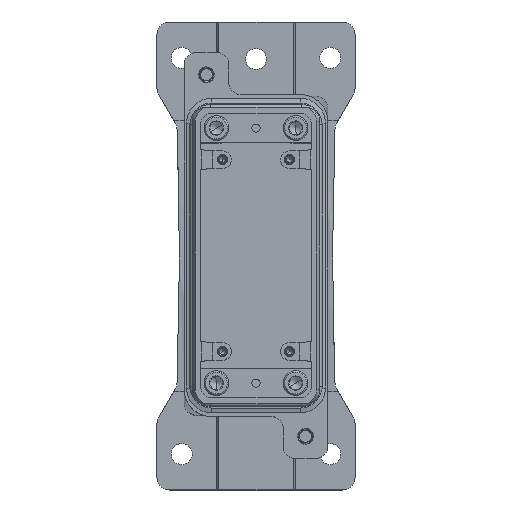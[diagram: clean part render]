
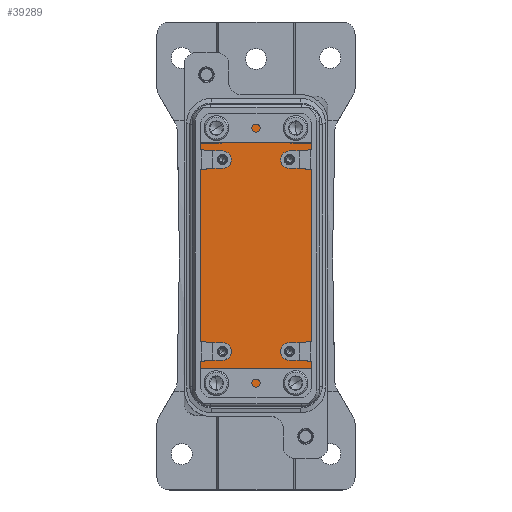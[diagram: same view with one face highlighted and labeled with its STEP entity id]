
A CAD part, top view. The second image highlights one B-rep face of the part: STEP entity #39289.
In plain terms, the highlighted planar face has unit normal (0, 0, 1).
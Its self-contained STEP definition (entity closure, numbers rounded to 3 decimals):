
#3050=AXIS2_PLACEMENT_3D('Circle Axis2P3D',#3048,#3049,$) ;
#4045=AXIS2_PLACEMENT_3D('Circle Axis2P3D',#4043,#4044,$) ;
#36195=AXIS2_PLACEMENT_3D('Circle Axis2P3D',#36193,#36194,$) ;
#38844=AXIS2_PLACEMENT_3D('Circle Axis2P3D',#38842,#38843,$) ;
#39233=AXIS2_PLACEMENT_3D('Plane Axis2P3D',#39230,#39231,#39232) ;
#2483=CARTESIAN_POINT('Vertex',(31.,151.5,7.)) ;
#2502=CARTESIAN_POINT('Vertex',(31.,146.,7.)) ;
#2505=CARTESIAN_POINT('Line Origine',(31.,148.75,7.)) ;
#3045=CARTESIAN_POINT('Vertex',(25.,140.,7.)) ;
#3048=CARTESIAN_POINT('Axis2P3D Location',(25.,146.,7.)) ;
#4040=CARTESIAN_POINT('Vertex',(31.,43.,7.)) ;
#4043=CARTESIAN_POINT('Axis2P3D Location',(25.,43.,7.)) ;
#4047=CARTESIAN_POINT('Vertex',(25.,49.,7.)) ;
#4093=CARTESIAN_POINT('Vertex',(49.,43.,7.)) ;
#4096=CARTESIAN_POINT('Line Origine',(49.,40.25,7.)) ;
#4100=CARTESIAN_POINT('Vertex',(49.,37.5,7.)) ;
#36176=CARTESIAN_POINT('Vertex',(55.,140.,7.)) ;
#36190=CARTESIAN_POINT('Vertex',(49.,146.,7.)) ;
#36193=CARTESIAN_POINT('Axis2P3D Location',(55.,146.,7.)) ;
#38839=CARTESIAN_POINT('Vertex',(55.,49.,7.)) ;
#38842=CARTESIAN_POINT('Axis2P3D Location',(55.,43.,7.)) ;
#38877=CARTESIAN_POINT('Line Origine',(40.,37.5,7.)) ;
#38881=CARTESIAN_POINT('Vertex',(31.,37.5,7.)) ;
#38896=CARTESIAN_POINT('Line Origine',(31.,40.25,7.)) ;
#38925=CARTESIAN_POINT('Line Origine',(21.3,49.,7.)) ;
#38929=CARTESIAN_POINT('Vertex',(17.6,49.,7.)) ;
#38961=CARTESIAN_POINT('Line Origine',(17.6,94.5,7.)) ;
#38965=CARTESIAN_POINT('Vertex',(17.6,140.,7.)) ;
#39230=CARTESIAN_POINT('Axis2P3D Location',(40.,94.5,7.)) ;
#39235=CARTESIAN_POINT('Line Origine',(58.7,49.,7.)) ;
#39239=CARTESIAN_POINT('Vertex',(62.4,49.,7.)) ;
#39242=CARTESIAN_POINT('Line Origine',(62.4,94.5,7.)) ;
#39246=CARTESIAN_POINT('Vertex',(62.4,140.,7.)) ;
#39249=CARTESIAN_POINT('Line Origine',(58.7,140.,7.)) ;
#39254=CARTESIAN_POINT('Line Origine',(49.,148.75,7.)) ;
#39258=CARTESIAN_POINT('Vertex',(49.,151.5,7.)) ;
#39261=CARTESIAN_POINT('Line Origine',(40.,151.5,7.)) ;
#39266=CARTESIAN_POINT('Line Origine',(21.3,140.,7.)) ;
#2506=DIRECTION('Vector Direction',(0.,-1.,0.)) ;
#3049=DIRECTION('Axis2P3D Direction',(0.,0.,1.)) ;
#4044=DIRECTION('Axis2P3D Direction',(0.,0.,1.)) ;
#4097=DIRECTION('Vector Direction',(0.,1.,0.)) ;
#36194=DIRECTION('Axis2P3D Direction',(0.,0.,1.)) ;
#38843=DIRECTION('Axis2P3D Direction',(0.,0.,1.)) ;
#38878=DIRECTION('Vector Direction',(-1.,0.,0.)) ;
#38897=DIRECTION('Vector Direction',(0.,1.,0.)) ;
#38926=DIRECTION('Vector Direction',(1.,0.,0.)) ;
#38962=DIRECTION('Vector Direction',(0.,1.,0.)) ;
#39231=DIRECTION('Axis2P3D Direction',(0.,0.,1.)) ;
#39232=DIRECTION('Axis2P3D XDirection',(0.,-1.,0.)) ;
#39236=DIRECTION('Vector Direction',(-1.,0.,0.)) ;
#39243=DIRECTION('Vector Direction',(0.,-1.,0.)) ;
#39250=DIRECTION('Vector Direction',(-1.,0.,0.)) ;
#39255=DIRECTION('Vector Direction',(0.,-1.,0.)) ;
#39262=DIRECTION('Vector Direction',(1.,0.,0.)) ;
#39267=DIRECTION('Vector Direction',(1.,0.,0.)) ;
#2507=VECTOR('Line Direction',#2506,1.) ;
#4098=VECTOR('Line Direction',#4097,1.) ;
#38879=VECTOR('Line Direction',#38878,1.) ;
#38898=VECTOR('Line Direction',#38897,1.) ;
#38927=VECTOR('Line Direction',#38926,1.) ;
#38963=VECTOR('Line Direction',#38962,1.) ;
#39237=VECTOR('Line Direction',#39236,1.) ;
#39244=VECTOR('Line Direction',#39243,1.) ;
#39251=VECTOR('Line Direction',#39250,1.) ;
#39256=VECTOR('Line Direction',#39255,1.) ;
#39263=VECTOR('Line Direction',#39262,1.) ;
#39268=VECTOR('Line Direction',#39267,1.) ;
#39272=ORIENTED_EDGE('',*,*,#38967,.T.) ;
#39273=ORIENTED_EDGE('',*,*,#38931,.T.) ;
#39274=ORIENTED_EDGE('',*,*,#4049,.F.) ;
#39275=ORIENTED_EDGE('',*,*,#38900,.F.) ;
#39276=ORIENTED_EDGE('',*,*,#38883,.T.) ;
#39277=ORIENTED_EDGE('',*,*,#4102,.T.) ;
#39278=ORIENTED_EDGE('',*,*,#38846,.F.) ;
#39279=ORIENTED_EDGE('',*,*,#39241,.F.) ;
#39280=ORIENTED_EDGE('',*,*,#39248,.T.) ;
#39281=ORIENTED_EDGE('',*,*,#39253,.T.) ;
#39282=ORIENTED_EDGE('',*,*,#36197,.F.) ;
#39283=ORIENTED_EDGE('',*,*,#39260,.F.) ;
#39284=ORIENTED_EDGE('',*,*,#39265,.T.) ;
#39285=ORIENTED_EDGE('',*,*,#2509,.T.) ;
#39286=ORIENTED_EDGE('',*,*,#3052,.F.) ;
#39287=ORIENTED_EDGE('',*,*,#39270,.F.) ;
#39289=ADVANCED_FACE('Housing',(#39288),#39234,.T.) ;
#3051=CIRCLE('generated circle',#3050,6.) ;
#4046=CIRCLE('generated circle',#4045,6.) ;
#36196=CIRCLE('generated circle',#36195,6.) ;
#38845=CIRCLE('generated circle',#38844,6.) ;
#2509=EDGE_CURVE('',#2484,#2503,#2508,.T.) ;
#3052=EDGE_CURVE('',#3046,#2503,#3051,.T.) ;
#4049=EDGE_CURVE('',#4041,#4048,#4046,.T.) ;
#4102=EDGE_CURVE('',#4101,#4094,#4099,.T.) ;
#36197=EDGE_CURVE('',#36191,#36177,#36196,.T.) ;
#38846=EDGE_CURVE('',#38840,#4094,#38845,.T.) ;
#38883=EDGE_CURVE('',#38882,#4101,#38880,.F.) ;
#38900=EDGE_CURVE('',#38882,#4041,#38899,.T.) ;
#38931=EDGE_CURVE('',#38930,#4048,#38928,.T.) ;
#38967=EDGE_CURVE('',#38966,#38930,#38964,.F.) ;
#39241=EDGE_CURVE('',#39240,#38840,#39238,.T.) ;
#39248=EDGE_CURVE('',#39240,#39247,#39245,.F.) ;
#39253=EDGE_CURVE('',#39247,#36177,#39252,.T.) ;
#39260=EDGE_CURVE('',#39259,#36191,#39257,.T.) ;
#39265=EDGE_CURVE('',#39259,#2484,#39264,.F.) ;
#39270=EDGE_CURVE('',#38966,#3046,#39269,.T.) ;
#39271=EDGE_LOOP('',(#39272,#39273,#39274,#39275,#39276,#39277,#39278,#39279,#39280,#39281,#39282,#39283,#39284,#39285,#39286,#39287)) ;
#39288=FACE_OUTER_BOUND('',#39271,.T.) ;
#2508=LINE('Line',#2505,#2507) ;
#4099=LINE('Line',#4096,#4098) ;
#38880=LINE('Line',#38877,#38879) ;
#38899=LINE('Line',#38896,#38898) ;
#38928=LINE('Line',#38925,#38927) ;
#38964=LINE('Line',#38961,#38963) ;
#39238=LINE('Line',#39235,#39237) ;
#39245=LINE('Line',#39242,#39244) ;
#39252=LINE('Line',#39249,#39251) ;
#39257=LINE('Line',#39254,#39256) ;
#39264=LINE('Line',#39261,#39263) ;
#39269=LINE('Line',#39266,#39268) ;
#39234=PLANE('',#39233) ;
#2484=VERTEX_POINT('',#2483) ;
#2503=VERTEX_POINT('',#2502) ;
#3046=VERTEX_POINT('',#3045) ;
#4041=VERTEX_POINT('',#4040) ;
#4048=VERTEX_POINT('',#4047) ;
#4094=VERTEX_POINT('',#4093) ;
#4101=VERTEX_POINT('',#4100) ;
#36177=VERTEX_POINT('',#36176) ;
#36191=VERTEX_POINT('',#36190) ;
#38840=VERTEX_POINT('',#38839) ;
#38882=VERTEX_POINT('',#38881) ;
#38930=VERTEX_POINT('',#38929) ;
#38966=VERTEX_POINT('',#38965) ;
#39240=VERTEX_POINT('',#39239) ;
#39247=VERTEX_POINT('',#39246) ;
#39259=VERTEX_POINT('',#39258) ;
